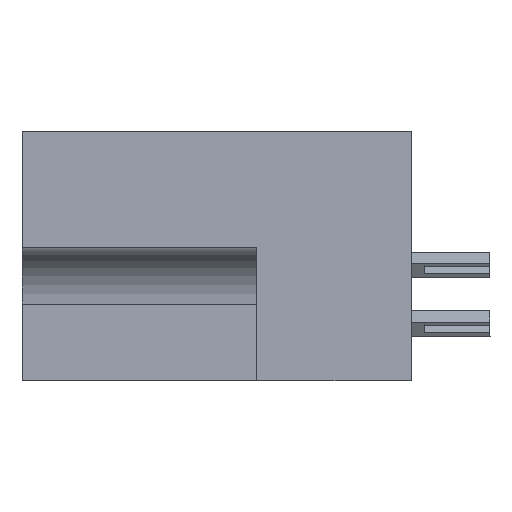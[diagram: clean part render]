
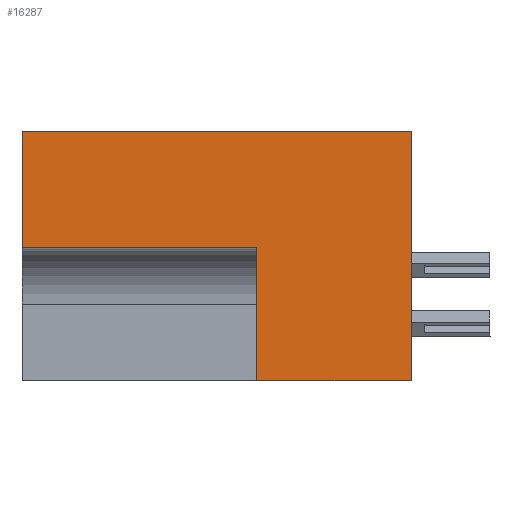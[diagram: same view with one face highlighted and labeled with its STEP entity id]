
A CAD part, left-side view. The second image highlights one B-rep face of the part: STEP entity #16287.
In plain terms, the highlighted planar face has unit normal (-1, 0, 0).
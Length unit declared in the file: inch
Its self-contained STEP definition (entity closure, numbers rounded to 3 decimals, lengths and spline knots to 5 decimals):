
#729 = CARTESIAN_POINT ( 'NONE',  ( 0., 0.328, -0.531 ) ) ;
#805 = DIRECTION ( 'NONE',  ( 0., -1., 0. ) ) ;
#1077 = VERTEX_POINT ( 'NONE', #4306 ) ;
#2699 = EDGE_CURVE ( 'NONE', #19584, #7574, #12370, .T. ) ;
#2701 = CARTESIAN_POINT ( 'NONE',  ( 0., 0.328, -0.531 ) ) ;
#2728 = DIRECTION ( 'NONE',  ( 0., 0., 1. ) ) ;
#2937 = CARTESIAN_POINT ( 'NONE',  ( 0., 0.453, 0. ) ) ;
#3338 = EDGE_CURVE ( 'NONE', #24531, #19584, #24008, .T. ) ;
#3536 = VERTEX_POINT ( 'NONE', #8118 ) ;
#4070 = LINE ( 'NONE', #6567, #24521 ) ;
#4306 = CARTESIAN_POINT ( 'NONE',  ( 0., 0.828, 0. ) ) ;
#4534 = ORIENTED_EDGE ( 'NONE', *, *, #2699, .T. ) ;
#4954 = DIRECTION ( 'NONE',  ( 0., -1., 0. ) ) ;
#5187 = VECTOR ( 'NONE', #805, 39.37008 ) ;
#5365 = DIRECTION ( 'NONE',  ( 0., 0., 1. ) ) ;
#5957 = EDGE_CURVE ( 'NONE', #1077, #7574, #12774, .T. ) ;
#6264 = VECTOR ( 'NONE', #5365, 39.37008 ) ;
#6498 = EDGE_CURVE ( 'NONE', #6732, #1077, #4070, .T. ) ;
#6567 = CARTESIAN_POINT ( 'NONE',  ( 0., 0.828, 0. ) ) ;
#6732 = VERTEX_POINT ( 'NONE', #8123 ) ;
#7574 = VERTEX_POINT ( 'NONE', #20676 ) ;
#8118 = CARTESIAN_POINT ( 'NONE',  ( 0., 0.328, -0.248 ) ) ;
#8123 = CARTESIAN_POINT ( 'NONE',  ( 0., 0.828, -0.248 ) ) ;
#8188 = LINE ( 'NONE', #11703, #8491 ) ;
#8491 = VECTOR ( 'NONE', #20055, 39.37008 ) ;
#8702 = DIRECTION ( 'NONE',  ( 0., 0., 1. ) ) ;
#10132 = EDGE_LOOP ( 'NONE', ( #11629, #23131, #11279, #23144, #4534, #11196 ) ) ;
#10444 = EDGE_CURVE ( 'NONE', #3536, #6732, #8188, .T. ) ;
#11196 = ORIENTED_EDGE ( 'NONE', *, *, #5957, .F. ) ;
#11279 = ORIENTED_EDGE ( 'NONE', *, *, #15325, .F. ) ;
#11629 = ORIENTED_EDGE ( 'NONE', *, *, #6498, .F. ) ;
#11703 = CARTESIAN_POINT ( 'NONE',  ( 0., 0.328, -0.248 ) ) ;
#12370 = LINE ( 'NONE', #23948, #6264 ) ;
#12774 = LINE ( 'NONE', #2937, #16685 ) ;
#12933 = DIRECTION ( 'NONE',  ( 0., 0., -1. ) ) ;
#14906 = FACE_OUTER_BOUND ( 'NONE', #10132, .T. ) ;
#15325 = EDGE_CURVE ( 'NONE', #24531, #3536, #17178, .T. ) ;
#16287 = ADVANCED_FACE ( 'NONE', ( #14906 ), #23352, .F. ) ;
#16685 = VECTOR ( 'NONE', #4954, 39.37008 ) ;
#17178 = LINE ( 'NONE', #729, #23768 ) ;
#19121 = CARTESIAN_POINT ( 'NONE',  ( 0., 0.453, 0. ) ) ;
#19584 = VERTEX_POINT ( 'NONE', #26446 ) ;
#20055 = DIRECTION ( 'NONE',  ( 0., 1., 0. ) ) ;
#20676 = CARTESIAN_POINT ( 'NONE',  ( 0., 0., 0. ) ) ;
#23131 = ORIENTED_EDGE ( 'NONE', *, *, #10444, .F. ) ;
#23144 = ORIENTED_EDGE ( 'NONE', *, *, #3338, .T. ) ;
#23352 = PLANE ( 'NONE',  #25741 ) ;
#23768 = VECTOR ( 'NONE', #2728, 39.37008 ) ;
#23948 = CARTESIAN_POINT ( 'NONE',  ( 0., 0., 0. ) ) ;
#24008 = LINE ( 'NONE', #25856, #5187 ) ;
#24521 = VECTOR ( 'NONE', #8702, 39.37008 ) ;
#24531 = VERTEX_POINT ( 'NONE', #2701 ) ;
#25451 = DIRECTION ( 'NONE',  ( 1., 0., 0. ) ) ;
#25741 = AXIS2_PLACEMENT_3D ( 'NONE', #19121, #25451, #12933 ) ;
#25856 = CARTESIAN_POINT ( 'NONE',  ( 0., 0.453, -0.531 ) ) ;
#26446 = CARTESIAN_POINT ( 'NONE',  ( 0., 0., -0.531 ) ) ;
